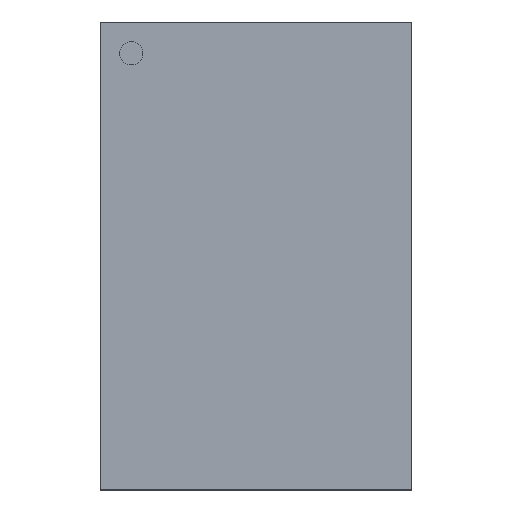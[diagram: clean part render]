
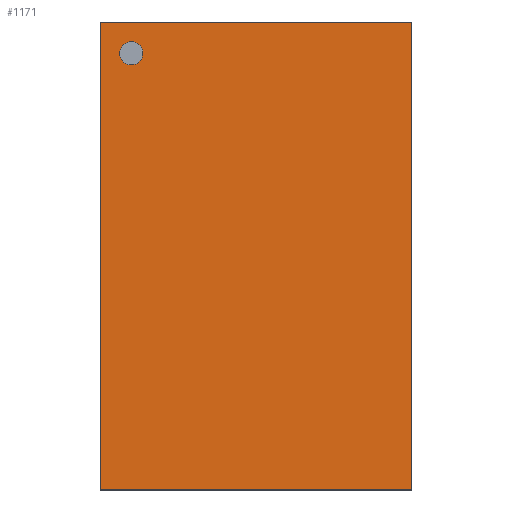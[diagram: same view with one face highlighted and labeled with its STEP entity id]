
A CAD part, top view. The second image highlights one B-rep face of the part: STEP entity #1171.
In plain terms, the highlighted planar face has unit normal (0, 0, 1).
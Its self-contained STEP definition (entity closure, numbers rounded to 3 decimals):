
#93=LINE('',#2188,#105);
#97=LINE('',#2196,#109);
#100=LINE('',#2202,#112);
#103=LINE('',#2207,#115);
#105=VECTOR('',#1681,8.);
#109=VECTOR('',#1687,12.);
#112=VECTOR('',#1692,8.);
#115=VECTOR('',#1697,12.);
#286=PLANE('',#1423);
#368=FACE_BOUND('',#548,.T.);
#378=FACE_OUTER_BOUND('',#547,.T.);
#547=EDGE_LOOP('',(#995,#996,#997,#998));
#548=EDGE_LOOP('',(#999));
#709=CIRCLE('',#1417,0.3);
#791=VERTEX_POINT('',#2182);
#792=VERTEX_POINT('',#2186);
#793=VERTEX_POINT('',#2187);
#796=VERTEX_POINT('',#2195);
#798=VERTEX_POINT('',#2201);
#881=EDGE_CURVE('',#791,#791,#709,.T.);
#882=EDGE_CURVE('',#792,#793,#93,.T.);
#886=EDGE_CURVE('',#793,#796,#97,.T.);
#889=EDGE_CURVE('',#796,#798,#100,.T.);
#892=EDGE_CURVE('',#798,#792,#103,.T.);
#995=ORIENTED_EDGE('',*,*,#892,.T.);
#996=ORIENTED_EDGE('',*,*,#882,.T.);
#997=ORIENTED_EDGE('',*,*,#886,.T.);
#998=ORIENTED_EDGE('',*,*,#889,.T.);
#999=ORIENTED_EDGE('',*,*,#881,.T.);
#1171=ADVANCED_FACE('',(#378,#368),#286,.T.);
#1417=AXIS2_PLACEMENT_3D('',#2183,#1675,#1676);
#1423=AXIS2_PLACEMENT_3D('',#2209,#1699,#1700);
#1675=DIRECTION('center_axis',(0.,0.,-1.));
#1676=DIRECTION('ref_axis',(1.,0.,0.));
#1681=DIRECTION('',(1.,0.,0.));
#1687=DIRECTION('',(0.,1.,0.));
#1692=DIRECTION('',(-1.,0.,0.));
#1697=DIRECTION('',(0.,-1.,0.));
#1699=DIRECTION('center_axis',(0.,0.,1.));
#1700=DIRECTION('ref_axis',(1.,0.,0.));
#2182=CARTESIAN_POINT('',(-3.5,5.2,1.2));
#2183=CARTESIAN_POINT('Origin',(-3.2,5.2,1.2));
#2186=CARTESIAN_POINT('',(-4.,-6.,1.2));
#2187=CARTESIAN_POINT('',(4.,-6.,1.2));
#2188=CARTESIAN_POINT('',(-4.,-6.,1.2));
#2195=CARTESIAN_POINT('',(4.,6.,1.2));
#2196=CARTESIAN_POINT('',(4.,-6.,1.2));
#2201=CARTESIAN_POINT('',(-4.,6.,1.2));
#2202=CARTESIAN_POINT('',(4.,6.,1.2));
#2207=CARTESIAN_POINT('',(-4.,4.5,1.2));
#2209=CARTESIAN_POINT('Origin',(0.,-0.75,1.2));
